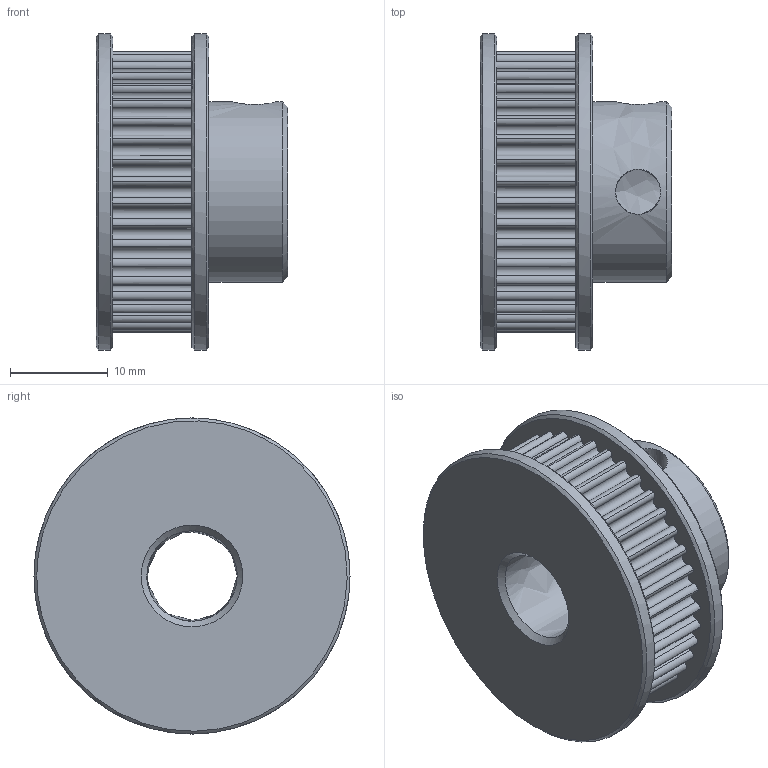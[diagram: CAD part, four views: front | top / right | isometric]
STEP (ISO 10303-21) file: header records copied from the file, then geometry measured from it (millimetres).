
FILE_DESCRIPTION(('FreeCAD Model'),'2;1');
FILE_NAME('Open CASCADE Shape Model','2025-04-17T12:23:14',('FreeCAD'),( 'FreeCAD'),'Open CASCADE STEP processor 7.6','FreeCAD','Unknown');
FILE_SCHEMA(('AUTOMOTIVE_DESIGN { 1 0 10303 214 1 1 1 1 }'));
Length unit declared in the file: millimetre
Products named in the file (1): Open CASCADE STEP translator 7.6 1
Bounding box: 19.65 x 32.36 x 32.36 mm (x, y, z)
Volume: 8418.9 mm3; surface area: 4451.4 mm2
Topology: 1 solids, 1 shells, 138 faces, 404 edges, 271 vertices
Faces by surface type: bspline 138
Entity records: 4903 total; most frequent: CARTESIAN_POINT 2825, ORIENTED_EDGE 808, EDGE_CURVE 404, VERTEX_POINT 271, FACE_BOUND 147, EDGE_LOOP 147, B_SPLINE_CURVE_WITH_KNOTS 141, ADVANCED_FACE 138
